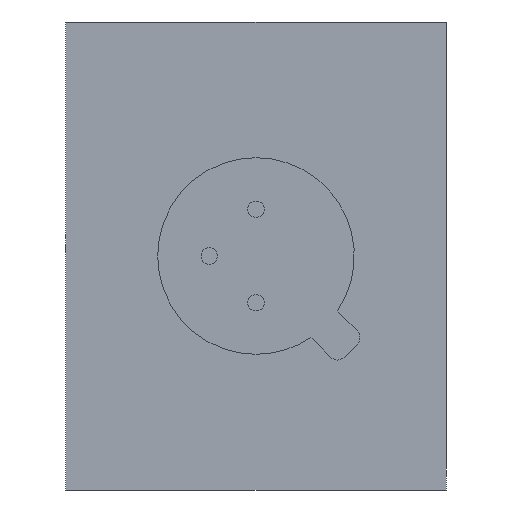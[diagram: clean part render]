
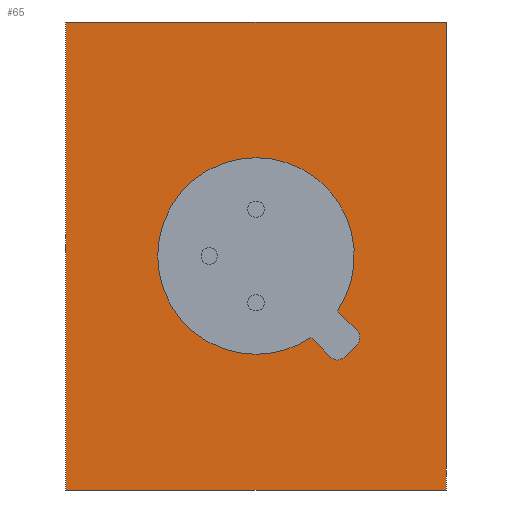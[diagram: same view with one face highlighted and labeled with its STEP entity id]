
A CAD part, front view. The second image highlights one B-rep face of the part: STEP entity #65.
In plain terms, the highlighted planar face has unit normal (0, -1, 0).
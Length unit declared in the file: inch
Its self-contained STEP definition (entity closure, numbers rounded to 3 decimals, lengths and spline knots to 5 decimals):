
#28 = AXIS2_PLACEMENT_3D ( 'NONE', #2186, #2177, #2168 ) ;
#34 = DIRECTION ( 'NONE',  ( 1., 0., 0. ) ) ;
#38 = CARTESIAN_POINT ( 'NONE',  ( -0.203, -0.03095, -0.25 ) ) ;
#40 = CIRCLE ( 'NONE', #802, 0.105 ) ;
#44 = DIRECTION ( 'NONE',  ( 0., 0., -1. ) ) ;
#54 = CIRCLE ( 'NONE', #108, 0.01 ) ;
#65 = ADVANCED_FACE ( 'NONE', ( #1151, #1201 ), #1114, .T. ) ;
#94 = ORIENTED_EDGE ( 'NONE', *, *, #2170, .T. ) ;
#108 = AXIS2_PLACEMENT_3D ( 'NONE', #1607, #1601, #1585 ) ;
#131 = DIRECTION ( 'NONE',  ( 0., 1., 0. ) ) ;
#144 = EDGE_CURVE ( 'NONE', #555, #1674, #1056, .T. ) ;
#146 = CARTESIAN_POINT ( 'NONE',  ( 0.10112, -0.03095, -0.08697 ) ) ;
#157 = VERTEX_POINT ( 'NONE', #596 ) ;
#198 = AXIS2_PLACEMENT_3D ( 'NONE', #360, #1139, #1136 ) ;
#204 = VECTOR ( 'NONE', #34, 39.37008 ) ;
#215 = ORIENTED_EDGE ( 'NONE', *, *, #253, .T. ) ;
#224 = CARTESIAN_POINT ( 'NONE',  ( 0.203, -0.03095, -0.25 ) ) ;
#253 = EDGE_CURVE ( 'NONE', #2052, #291, #867, .T. ) ;
#278 = VERTEX_POINT ( 'NONE', #882 ) ;
#291 = VERTEX_POINT ( 'NONE', #2149 ) ;
#337 = VECTOR ( 'NONE', #994, 39.37008 ) ;
#347 = ORIENTED_EDGE ( 'NONE', *, *, #1737, .T. ) ;
#356 = CIRCLE ( 'NONE', #1426, 0.01 ) ;
#360 = CARTESIAN_POINT ( 'NONE',  ( 0., -0.03095, 0. ) ) ;
#371 = AXIS2_PLACEMENT_3D ( 'NONE', #146, #131, #834 ) ;
#404 = EDGE_CURVE ( 'NONE', #278, #1910, #356, .T. ) ;
#412 = VECTOR ( 'NONE', #1763, 39.37008 ) ;
#484 = LINE ( 'NONE', #966, #337 ) ;
#507 = VERTEX_POINT ( 'NONE', #1642 ) ;
#536 = EDGE_CURVE ( 'NONE', #507, #852, #40, .T. ) ;
#555 = VERTEX_POINT ( 'NONE', #1551 ) ;
#596 = CARTESIAN_POINT ( 'NONE',  ( 0., -0.03095, 0.105 ) ) ;
#602 = CARTESIAN_POINT ( 'NONE',  ( 0.203, -0.03095, 0.25 ) ) ;
#654 = VERTEX_POINT ( 'NONE', #1162 ) ;
#659 = LINE ( 'NONE', #1027, #1574 ) ;
#671 = CARTESIAN_POINT ( 'NONE',  ( 0., -0.03095, -0.105 ) ) ;
#677 = DIRECTION ( 'NONE',  ( 0., 0., -1. ) ) ;
#692 = DIRECTION ( 'NONE',  ( 0., 1., 0. ) ) ;
#694 = CARTESIAN_POINT ( 'NONE',  ( 0., -0.03095, 0. ) ) ;
#757 = EDGE_CURVE ( 'NONE', #1097, #555, #484, .T. ) ;
#774 = ORIENTED_EDGE ( 'NONE', *, *, #1315, .T. ) ;
#802 = AXIS2_PLACEMENT_3D ( 'NONE', #1542, #1541, #1537 ) ;
#809 = DIRECTION ( 'NONE',  ( -1., 0., 0. ) ) ;
#827 = EDGE_CURVE ( 'NONE', #852, #157, #1608, .T. ) ;
#834 = DIRECTION ( 'NONE',  ( 0., 0., -1. ) ) ;
#852 = VERTEX_POINT ( 'NONE', #671 ) ;
#867 = CIRCLE ( 'NONE', #371, 0.01 ) ;
#874 = EDGE_LOOP ( 'NONE', ( #1625, #1342, #1950, #94 ) ) ;
#882 = CARTESIAN_POINT ( 'NONE',  ( 0.09405, -0.03095, -0.10819 ) ) ;
#922 = ORIENTED_EDGE ( 'NONE', *, *, #1300, .T. ) ;
#966 = CARTESIAN_POINT ( 'NONE',  ( 0.203, -0.03095, -0.25 ) ) ;
#994 = DIRECTION ( 'NONE',  ( 0., 0., 1. ) ) ;
#996 = CARTESIAN_POINT ( 'NONE',  ( 0.08697, -0.03095, -0.11112 ) ) ;
#1008 = DIRECTION ( 'NONE',  ( 0.707, 0., -0.707 ) ) ;
#1021 = DIRECTION ( 'NONE',  ( -0.707, 0., 0.707 ) ) ;
#1027 = CARTESIAN_POINT ( 'NONE',  ( 0.05874, -0.03095, -0.08703 ) ) ;
#1032 = AXIS2_PLACEMENT_3D ( 'NONE', #694, #692, #677 ) ;
#1045 = ORIENTED_EDGE ( 'NONE', *, *, #1461, .T. ) ;
#1046 = VECTOR ( 'NONE', #809, 39.37008 ) ;
#1056 = LINE ( 'NONE', #602, #1046 ) ;
#1058 = EDGE_CURVE ( 'NONE', #1674, #654, #2179, .T. ) ;
#1097 = VERTEX_POINT ( 'NONE', #2028 ) ;
#1114 = PLANE ( 'NONE',  #198 ) ;
#1136 = DIRECTION ( 'NONE',  ( 0., 0., -1. ) ) ;
#1139 = DIRECTION ( 'NONE',  ( 0., -1., 0. ) ) ;
#1150 = LINE ( 'NONE', #224, #204 ) ;
#1151 = FACE_BOUND ( 'NONE', #1996, .T. ) ;
#1162 = CARTESIAN_POINT ( 'NONE',  ( -0.203, -0.03095, -0.25 ) ) ;
#1166 = CARTESIAN_POINT ( 'NONE',  ( 0.11526, -0.03095, -0.08697 ) ) ;
#1201 = FACE_OUTER_BOUND ( 'NONE', #874, .T. ) ;
#1262 = CARTESIAN_POINT ( 'NONE',  ( 0.10819, -0.03095, -0.0799 ) ) ;
#1291 = CARTESIAN_POINT ( 'NONE',  ( -0.203, -0.03095, 0.25 ) ) ;
#1294 = ORIENTED_EDGE ( 'NONE', *, *, #404, .T. ) ;
#1300 = EDGE_CURVE ( 'NONE', #291, #278, #1884, .T. ) ;
#1302 = VERTEX_POINT ( 'NONE', #1715 ) ;
#1309 = VECTOR ( 'NONE', #44, 39.37008 ) ;
#1315 = EDGE_CURVE ( 'NONE', #1910, #1302, #54, .T. ) ;
#1342 = ORIENTED_EDGE ( 'NONE', *, *, #144, .T. ) ;
#1426 = AXIS2_PLACEMENT_3D ( 'NONE', #1964, #1949, #1947 ) ;
#1454 = EDGE_CURVE ( 'NONE', #1302, #507, #659, .T. ) ;
#1461 = EDGE_CURVE ( 'NONE', #1748, #2052, #2008, .T. ) ;
#1477 = ORIENTED_EDGE ( 'NONE', *, *, #536, .T. ) ;
#1537 = DIRECTION ( 'NONE',  ( 0., 0., -1. ) ) ;
#1541 = DIRECTION ( 'NONE',  ( 0., 1., 0. ) ) ;
#1542 = CARTESIAN_POINT ( 'NONE',  ( 0., -0.03095, 0. ) ) ;
#1551 = CARTESIAN_POINT ( 'NONE',  ( 0.203, -0.03095, 0.25 ) ) ;
#1568 = ORIENTED_EDGE ( 'NONE', *, *, #1454, .T. ) ;
#1574 = VECTOR ( 'NONE', #1021, 39.37008 ) ;
#1585 = DIRECTION ( 'NONE',  ( 0., 0., -1. ) ) ;
#1599 = CIRCLE ( 'NONE', #28, 0.105 ) ;
#1601 = DIRECTION ( 'NONE',  ( 0., 1., 0. ) ) ;
#1607 = CARTESIAN_POINT ( 'NONE',  ( 0.08697, -0.03095, -0.10112 ) ) ;
#1608 = CIRCLE ( 'NONE', #1032, 0.105 ) ;
#1625 = ORIENTED_EDGE ( 'NONE', *, *, #757, .T. ) ;
#1642 = CARTESIAN_POINT ( 'NONE',  ( 0.05874, -0.03095, -0.08703 ) ) ;
#1674 = VERTEX_POINT ( 'NONE', #1291 ) ;
#1715 = CARTESIAN_POINT ( 'NONE',  ( 0.0799, -0.03095, -0.10819 ) ) ;
#1737 = EDGE_CURVE ( 'NONE', #157, #1748, #1599, .T. ) ;
#1748 = VERTEX_POINT ( 'NONE', #2133 ) ;
#1763 = DIRECTION ( 'NONE',  ( -0.707, 0., -0.707 ) ) ;
#1800 = CARTESIAN_POINT ( 'NONE',  ( 0.08697, -0.03095, -0.11526 ) ) ;
#1884 = LINE ( 'NONE', #1800, #412 ) ;
#1910 = VERTEX_POINT ( 'NONE', #996 ) ;
#1947 = DIRECTION ( 'NONE',  ( 0., 0., -1. ) ) ;
#1949 = DIRECTION ( 'NONE',  ( 0., 1., 0. ) ) ;
#1950 = ORIENTED_EDGE ( 'NONE', *, *, #1058, .T. ) ;
#1961 = VECTOR ( 'NONE', #1008, 39.37008 ) ;
#1964 = CARTESIAN_POINT ( 'NONE',  ( 0.08697, -0.03095, -0.10112 ) ) ;
#1996 = EDGE_LOOP ( 'NONE', ( #1477, #2145, #347, #1045, #215, #922, #1294, #774, #1568 ) ) ;
#2008 = LINE ( 'NONE', #1166, #1961 ) ;
#2028 = CARTESIAN_POINT ( 'NONE',  ( 0.203, -0.03095, -0.25 ) ) ;
#2052 = VERTEX_POINT ( 'NONE', #1262 ) ;
#2133 = CARTESIAN_POINT ( 'NONE',  ( 0.08703, -0.03095, -0.05874 ) ) ;
#2145 = ORIENTED_EDGE ( 'NONE', *, *, #827, .T. ) ;
#2149 = CARTESIAN_POINT ( 'NONE',  ( 0.10819, -0.03095, -0.09405 ) ) ;
#2168 = DIRECTION ( 'NONE',  ( 0., 0., -1. ) ) ;
#2170 = EDGE_CURVE ( 'NONE', #654, #1097, #1150, .T. ) ;
#2177 = DIRECTION ( 'NONE',  ( 0., 1., 0. ) ) ;
#2179 = LINE ( 'NONE', #38, #1309 ) ;
#2186 = CARTESIAN_POINT ( 'NONE',  ( 0., -0.03095, 0. ) ) ;
